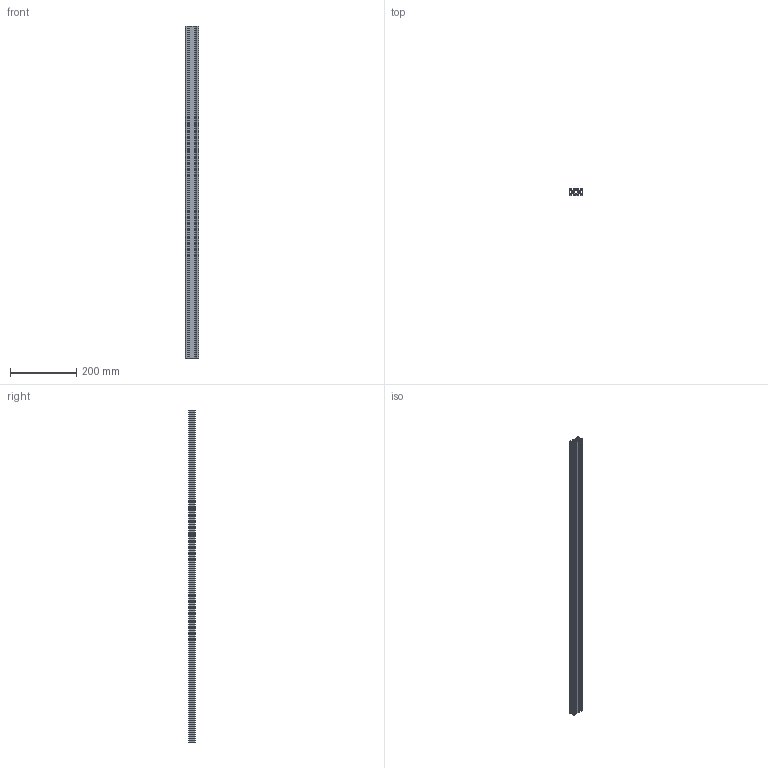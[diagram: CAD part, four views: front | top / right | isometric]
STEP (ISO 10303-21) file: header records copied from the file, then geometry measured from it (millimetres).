
FILE_DESCRIPTION((''),'2;1');
FILE_NAME('P20x40_N6_B.stp','2012-12-05T12:05:09',('Schwarz'),(''),'Autodesk Inventor 2009','Autodesk Inventor 2009','');
FILE_SCHEMA(('AUTOMOTIVE_DESIGN { 1 0 10303 214 1 1 1 1 }'));
Length unit declared in the file: millimetre
Products named in the file (1): P20x40_N6_B
Bounding box: 40 x 20 x 1000 mm (x, y, z)
Volume: 286664.2 mm3; surface area: 327064.1 mm2
Topology: 1 solids, 1 shells, 270 faces, 804 edges, 536 vertices
Faces by surface type: plane 142, cylinder 128
Entity records: 9162 total; most frequent: CARTESIAN_POINT 1611, ORIENTED_EDGE 1608, DIRECTION 1602, EDGE_CURVE 804, VECTOR 548, LINE 548, VERTEX_POINT 536, AXIS2_PLACEMENT_3D 527
